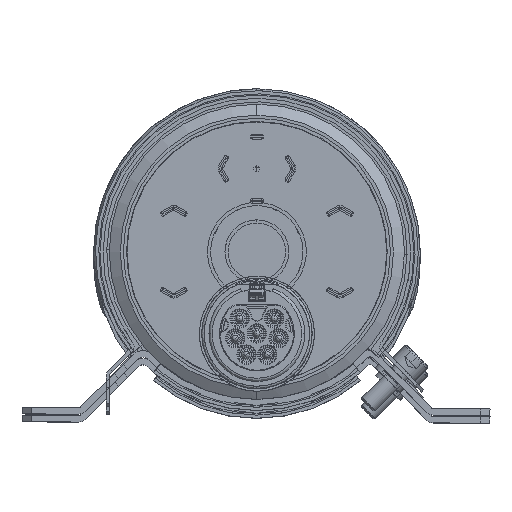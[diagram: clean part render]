
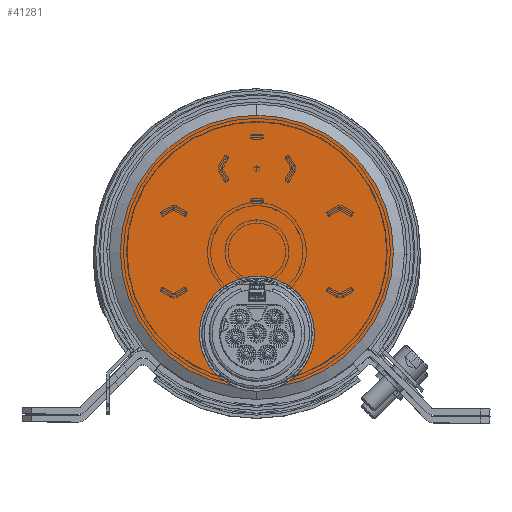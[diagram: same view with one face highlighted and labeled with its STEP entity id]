
A CAD part, top view. The second image highlights one B-rep face of the part: STEP entity #41281.
In plain terms, the highlighted face is planar.
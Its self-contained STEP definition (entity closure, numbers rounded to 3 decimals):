
#218 = EDGE_CURVE ( 'NONE', #8499, #22084, #18307, .T. ) ;
#2734 = CIRCLE ( 'NONE', #29030, 42.736 ) ;
#3457 = EDGE_CURVE ( 'NONE', #8499, #38794, #37910, .T. ) ;
#5558 = DIRECTION ( 'NONE',  ( 0., 1., 0. ) ) ;
#6873 = CARTESIAN_POINT ( 'NONE',  ( 0., 0., 0. ) ) ;
#7026 = FACE_OUTER_BOUND ( 'NONE', #24402, .T. ) ;
#8182 = ORIENTED_EDGE ( 'NONE', *, *, #3457, .F. ) ;
#8499 = VERTEX_POINT ( 'NONE', #22411 ) ;
#9320 = CARTESIAN_POINT ( 'NONE',  ( 0., 0., 0. ) ) ;
#11636 = AXIS2_PLACEMENT_3D ( 'NONE', #32628, #29345, #18745 ) ;
#12590 = EDGE_CURVE ( 'NONE', #38794, #26460, #2734, .T. ) ;
#13318 = CARTESIAN_POINT ( 'NONE',  ( 0., 0., -25.652 ) ) ;
#15612 = CARTESIAN_POINT ( 'NONE',  ( 0., 0., -7.652 ) ) ;
#17276 = DIRECTION ( 'NONE',  ( 0., 1., 0. ) ) ;
#18307 = CIRCLE ( 'NONE', #33406, 18. ) ;
#18745 = DIRECTION ( 'NONE',  ( 0., 0., -1. ) ) ;
#20389 = ORIENTED_EDGE ( 'NONE', *, *, #12590, .F. ) ;
#20444 = AXIS2_PLACEMENT_3D ( 'NONE', #23944, #35687, #45295 ) ;
#21344 = PLANE ( 'NONE',  #20444 ) ;
#22084 = VERTEX_POINT ( 'NONE', #15612 ) ;
#22411 = CARTESIAN_POINT ( 'NONE',  ( -7.289, 0., -42.11 ) ) ;
#23191 = DIRECTION ( 'NONE',  ( 0., 0., 1. ) ) ;
#23944 = CARTESIAN_POINT ( 'NONE',  ( 0., 0., 0. ) ) ;
#24402 = EDGE_LOOP ( 'NONE', ( #8182, #34173, #32745, #20389 ) ) ;
#25890 = CARTESIAN_POINT ( 'NONE',  ( 0., 0., 42.736 ) ) ;
#26460 = VERTEX_POINT ( 'NONE', #35273 ) ;
#29030 = AXIS2_PLACEMENT_3D ( 'NONE', #9320, #5558, #23191 ) ;
#29345 = DIRECTION ( 'NONE',  ( 0., 1., 0. ) ) ;
#31525 = DIRECTION ( 'NONE',  ( 0., 0., 1. ) ) ;
#31989 = DIRECTION ( 'NONE',  ( 0., 1., 0. ) ) ;
#32628 = CARTESIAN_POINT ( 'NONE',  ( 0., 0., -25.652 ) ) ;
#32745 = ORIENTED_EDGE ( 'NONE', *, *, #44666, .T. ) ;
#33406 = AXIS2_PLACEMENT_3D ( 'NONE', #13318, #17276, #45693 ) ;
#34173 = ORIENTED_EDGE ( 'NONE', *, *, #218, .T. ) ;
#35273 = CARTESIAN_POINT ( 'NONE',  ( 7.289, 0., -42.11 ) ) ;
#35668 = CIRCLE ( 'NONE', #11636, 18. ) ;
#35687 = DIRECTION ( 'NONE',  ( 0., -1., 0. ) ) ;
#37170 = AXIS2_PLACEMENT_3D ( 'NONE', #6873, #31989, #31525 ) ;
#37910 = CIRCLE ( 'NONE', #37170, 42.736 ) ;
#38794 = VERTEX_POINT ( 'NONE', #25890 ) ;
#41281 = ADVANCED_FACE ( 'NONE', ( #7026 ), #21344, .T. ) ;
#44666 = EDGE_CURVE ( 'NONE', #22084, #26460, #35668, .T. ) ;
#45295 = DIRECTION ( 'NONE',  ( 0., 0., -1. ) ) ;
#45693 = DIRECTION ( 'NONE',  ( 0., 0., -1. ) ) ;
